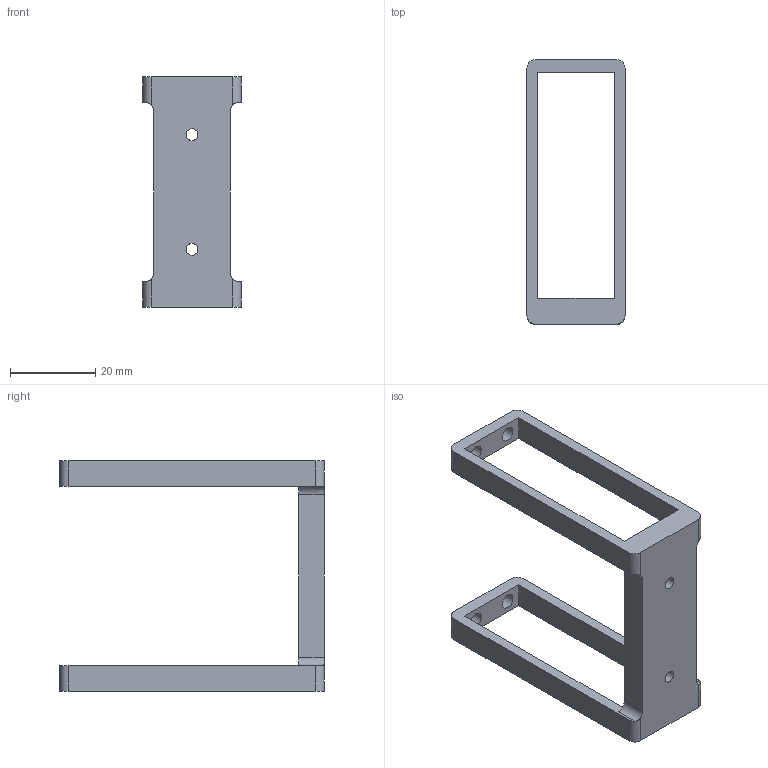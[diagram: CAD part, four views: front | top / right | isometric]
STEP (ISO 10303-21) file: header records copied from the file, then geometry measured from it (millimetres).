
FILE_DESCRIPTION(/* description */ (''),/* implementation_level */ '2;1');
FILE_NAME(/* name */ 'TurnTable_Mount.stp',/* time_stamp */ '2024-03-03T17:23:29-05:00',/* author */ ('Hemant'),/* organization */ (''),/* preprocessor_version */ 'ST-DEVELOPER v19.2',/* originating_system */ 'Autodesk Inventor 2024',/* authorisation */ '');
FILE_SCHEMA (('AUTOMOTIVE_DESIGN { 1 0 10303 214 3 1 1 }'));
Length unit declared in the file: millimetre
Products named in the file (1): TurnTable_Mount
Bounding box: 23 x 62 x 54 mm (x, y, z)
Volume: 9990 mm3; surface area: 7499.2 mm2
Topology: 1 solids, 1 shells, 38 faces, 114 edges, 76 vertices
Faces by surface type: plane 20, cylinder 18
Full cylindrical faces by diameter (mm): 2.8 x2, 3.5 x4
Entity records: 1405 total; most frequent: CARTESIAN_POINT 273, ORIENTED_EDGE 228, DIRECTION 224, EDGE_CURVE 114, VERTEX_POINT 76, AXIS2_PLACEMENT_3D 75, LINE 74, VECTOR 74
